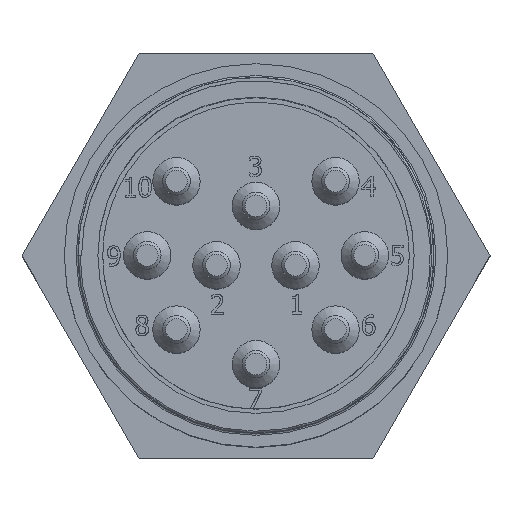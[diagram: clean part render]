
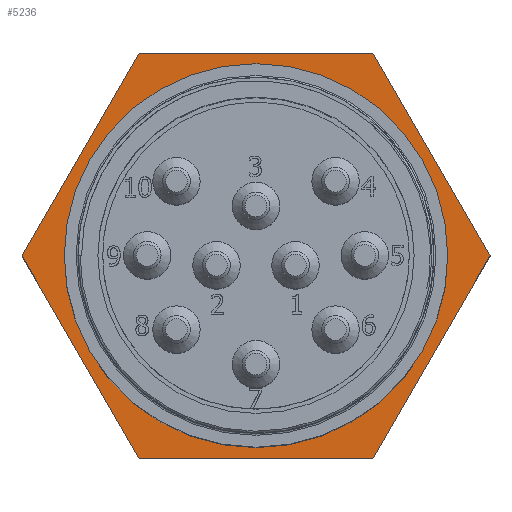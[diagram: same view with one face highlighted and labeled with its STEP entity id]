
A CAD part, top view. The second image highlights one B-rep face of the part: STEP entity #5236.
In plain terms, the highlighted planar face has unit normal (0, 0, 1).
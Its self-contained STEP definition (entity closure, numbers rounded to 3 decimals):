
#395=FACE_BOUND($,#1558,.T.);
#488=CIRCLE($,#5496,19.4);
#1175=FACE_OUTER_BOUND($,#1557,.T.);
#1557=EDGE_LOOP($,(#4736,#4737,#4738,#4739,#4740,#4741));
#1558=EDGE_LOOP($,(#4742));
#1948=LINE($,#10241,#2294);
#1951=LINE($,#10247,#2297);
#1954=LINE($,#10253,#2300);
#1957=LINE($,#10259,#2303);
#1961=LINE($,#10266,#2307);
#1963=LINE($,#10269,#2309);
#2294=VECTOR($,#6300,23.671);
#2297=VECTOR($,#6305,23.671);
#2300=VECTOR($,#6310,23.671);
#2303=VECTOR($,#6315,23.671);
#2307=VECTOR($,#6321,23.671);
#2309=VECTOR($,#6325,23.671);
#2755=VERTEX_POINT($,#10238);
#2756=VERTEX_POINT($,#10240);
#2758=VERTEX_POINT($,#10246);
#2760=VERTEX_POINT($,#10252);
#2762=VERTEX_POINT($,#10258);
#2764=VERTEX_POINT($,#10264);
#2765=VERTEX_POINT($,#10271);
#3425=EDGE_CURVE($,#2756,#2755,#1948,.T.);
#3428=EDGE_CURVE($,#2758,#2756,#1951,.T.);
#3431=EDGE_CURVE($,#2760,#2758,#1954,.T.);
#3434=EDGE_CURVE($,#2762,#2760,#1957,.T.);
#3438=EDGE_CURVE($,#2755,#2764,#1961,.T.);
#3440=EDGE_CURVE($,#2764,#2762,#1963,.T.);
#3441=EDGE_CURVE($,#2765,#2765,#488,.T.);
#4736=ORIENTED_EDGE($,*,*,#3434,.T.);
#4737=ORIENTED_EDGE($,*,*,#3431,.T.);
#4738=ORIENTED_EDGE($,*,*,#3428,.T.);
#4739=ORIENTED_EDGE($,*,*,#3425,.T.);
#4740=ORIENTED_EDGE($,*,*,#3438,.T.);
#4741=ORIENTED_EDGE($,*,*,#3440,.T.);
#4742=ORIENTED_EDGE($,*,*,#3441,.T.);
#4954=PLANE($,#5495);
#5236=ADVANCED_FACE($,(#1175,#395),#4954,.T.);
#5495=AXIS2_PLACEMENT_3D($,#10270,#6326,#6327);
#5496=AXIS2_PLACEMENT_3D($,#10272,#6328,#6329);
#6300=DIRECTION($,(0.5,-0.866,0.));
#6305=DIRECTION($,(-0.5,-0.866,0.));
#6310=DIRECTION($,(-1.,0.,0.));
#6315=DIRECTION($,(-0.5,0.866,0.));
#6321=DIRECTION($,(1.,0.,0.));
#6325=DIRECTION($,(0.5,0.866,0.));
#6326=DIRECTION('center_axis',(0.,0.,1.));
#6327=DIRECTION('ref_axis',(1.,0.,0.));
#6328=DIRECTION('center_axis',(0.,0.,-1.));
#6329=DIRECTION('ref_axis',(-1.,0.,0.));
#10238=CARTESIAN_POINT('',(-11.836,-20.5,22.2));
#10240=CARTESIAN_POINT('',(-23.671,0.,22.2));
#10241=CARTESIAN_POINT($,(-20.712,-5.125,22.2));
#10246=CARTESIAN_POINT('',(-11.836,20.5,22.2));
#10247=CARTESIAN_POINT($,(-14.795,15.375,22.2));
#10252=CARTESIAN_POINT('',(11.836,20.5,22.2));
#10253=CARTESIAN_POINT($,(5.918,20.5,22.2));
#10258=CARTESIAN_POINT('',(23.671,0.,22.2));
#10259=CARTESIAN_POINT($,(20.712,5.125,22.2));
#10264=CARTESIAN_POINT('',(11.836,-20.5,22.2));
#10266=CARTESIAN_POINT($,(-5.918,-20.5,22.2));
#10269=CARTESIAN_POINT($,(14.795,-15.375,22.2));
#10270=CARTESIAN_POINT('Origin',(0.,0.,22.2));
#10271=CARTESIAN_POINT('',(19.4,0.,22.2));
#10272=CARTESIAN_POINT('Origin',(0.,0.,22.2));
